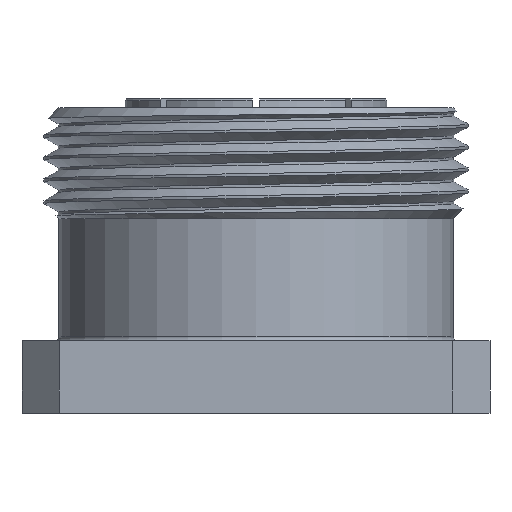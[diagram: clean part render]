
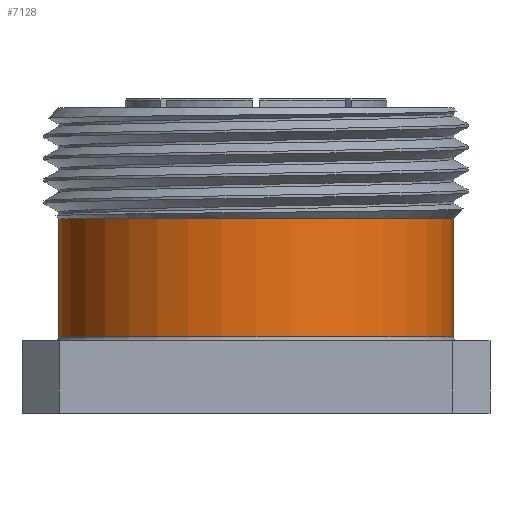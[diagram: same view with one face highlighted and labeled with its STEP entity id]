
A CAD part, front view. The second image highlights one B-rep face of the part: STEP entity #7128.
In plain terms, the highlighted cylindrical face has radius 13.5 mm (diameter 27 mm), a partial arc.
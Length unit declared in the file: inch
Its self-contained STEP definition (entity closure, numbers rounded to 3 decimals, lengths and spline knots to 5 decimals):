
#122 = CYLINDRICAL_SURFACE ( 'NONE', #6488, 0.5315 ) ;
#145 = DIRECTION ( 'NONE',  ( 0., 0., 1. ) ) ;
#162 = EDGE_CURVE ( 'NONE', #701, #242, #4384, .T. ) ;
#242 = VERTEX_POINT ( 'NONE', #6273 ) ;
#529 = CARTESIAN_POINT ( 'NONE',  ( -0.5315, 0., -1.29921 ) ) ;
#613 = CARTESIAN_POINT ( 'NONE',  ( 0.5315, 0., -1.29921 ) ) ;
#701 = VERTEX_POINT ( 'NONE', #6212 ) ;
#1060 = DIRECTION ( 'NONE',  ( 0., 0., 1. ) ) ;
#1334 = LINE ( 'NONE', #529, #4569 ) ;
#1820 = DIRECTION ( 'NONE',  ( 1., 0., 0. ) ) ;
#1927 = AXIS2_PLACEMENT_3D ( 'NONE', #6296, #145, #4995 ) ;
#2455 = VECTOR ( 'NONE', #6201, 39.37008 ) ;
#2477 = EDGE_CURVE ( 'NONE', #5709, #242, #1334, .T. ) ;
#3269 = ORIENTED_EDGE ( 'NONE', *, *, #6535, .T. ) ;
#3596 = CARTESIAN_POINT ( 'NONE',  ( 0., 0., -0.29858 ) ) ;
#3940 = EDGE_LOOP ( 'NONE', ( #4160, #3269, #7101, #6739 ) ) ;
#3968 = AXIS2_PLACEMENT_3D ( 'NONE', #3596, #4275, #1820 ) ;
#4160 = ORIENTED_EDGE ( 'NONE', *, *, #2477, .F. ) ;
#4256 = VERTEX_POINT ( 'NONE', #7570 ) ;
#4275 = DIRECTION ( 'NONE',  ( 0., 0., -1. ) ) ;
#4384 = CIRCLE ( 'NONE', #3968, 0.5315 ) ;
#4501 = CIRCLE ( 'NONE', #1927, 0.5315 ) ;
#4569 = VECTOR ( 'NONE', #4800, 39.37008 ) ;
#4612 = EDGE_CURVE ( 'NONE', #4256, #701, #5439, .T. ) ;
#4624 = CARTESIAN_POINT ( 'NONE',  ( 0., 0., -1.29921 ) ) ;
#4800 = DIRECTION ( 'NONE',  ( 0., 0., 1. ) ) ;
#4995 = DIRECTION ( 'NONE',  ( 1., 0., 0. ) ) ;
#5439 = LINE ( 'NONE', #613, #2455 ) ;
#5709 = VERTEX_POINT ( 'NONE', #6691 ) ;
#5760 = FACE_OUTER_BOUND ( 'NONE', #3940, .T. ) ;
#5965 = DIRECTION ( 'NONE',  ( 1., 0., 0. ) ) ;
#6201 = DIRECTION ( 'NONE',  ( 0., 0., 1. ) ) ;
#6212 = CARTESIAN_POINT ( 'NONE',  ( 0.5315, 0., -0.29858 ) ) ;
#6273 = CARTESIAN_POINT ( 'NONE',  ( -0.5315, 0., -0.29858 ) ) ;
#6296 = CARTESIAN_POINT ( 'NONE',  ( 0., 0., -0.61738 ) ) ;
#6488 = AXIS2_PLACEMENT_3D ( 'NONE', #4624, #1060, #5965 ) ;
#6535 = EDGE_CURVE ( 'NONE', #5709, #4256, #4501, .T. ) ;
#6691 = CARTESIAN_POINT ( 'NONE',  ( -0.5315, 0., -0.61738 ) ) ;
#6739 = ORIENTED_EDGE ( 'NONE', *, *, #162, .T. ) ;
#7101 = ORIENTED_EDGE ( 'NONE', *, *, #4612, .T. ) ;
#7128 = ADVANCED_FACE ( 'NONE', ( #5760 ), #122, .T. ) ;
#7570 = CARTESIAN_POINT ( 'NONE',  ( 0.5315, 0., -0.61738 ) ) ;
